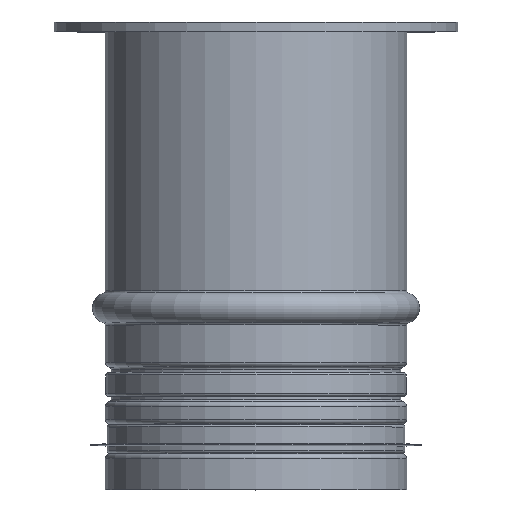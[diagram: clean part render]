
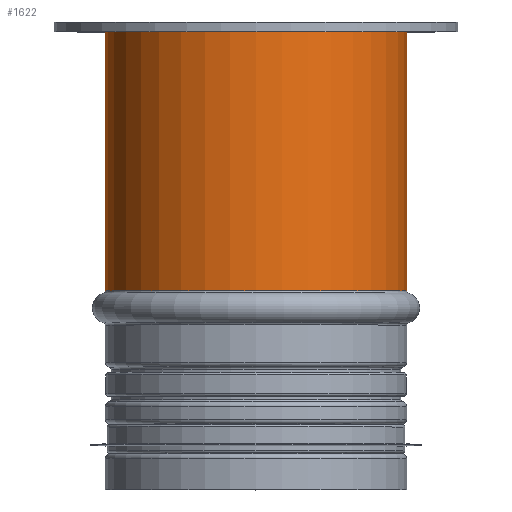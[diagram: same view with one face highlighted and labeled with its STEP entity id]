
A CAD part, top view. The second image highlights one B-rep face of the part: STEP entity #1622.
In plain terms, the highlighted cylindrical face has radius 63.5 mm (diameter 127 mm), a partial arc.
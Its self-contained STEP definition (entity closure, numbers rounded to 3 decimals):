
#78=CYLINDRICAL_SURFACE('',#1805,63.5);
#196=FACE_OUTER_BOUND('',#308,.T.);
#308=EDGE_LOOP('',(#1243,#1244,#1245,#1246));
#458=CIRCLE('',#1804,63.5);
#459=CIRCLE('',#1806,63.5);
#547=LINE('',#2598,#631);
#591=LINE('',#2774,#675);
#631=VECTOR('',#2038,111.172);
#675=VECTOR('',#2256,111.172);
#717=VERTEX_POINT('',#2591);
#719=VERTEX_POINT('',#2597);
#722=VERTEX_POINT('',#2604);
#764=VERTEX_POINT('',#2769);
#855=EDGE_CURVE('',#719,#717,#547,.T.);
#941=EDGE_CURVE('',#764,#719,#458,.T.);
#943=EDGE_CURVE('',#722,#717,#459,.T.);
#944=EDGE_CURVE('',#764,#722,#591,.T.);
#1243=ORIENTED_EDGE('',*,*,#855,.T.);
#1244=ORIENTED_EDGE('',*,*,#943,.F.);
#1245=ORIENTED_EDGE('',*,*,#944,.F.);
#1246=ORIENTED_EDGE('',*,*,#941,.T.);
#1622=ADVANCED_FACE('',(#196),#78,.T.);
#1804=AXIS2_PLACEMENT_3D('',#2770,#2249,#2250);
#1805=AXIS2_PLACEMENT_3D('',#2772,#2252,#2253);
#1806=AXIS2_PLACEMENT_3D('',#2773,#2254,#2255);
#2038=DIRECTION('',(0.,-1.,0.));
#2249=DIRECTION('center_axis',(0.,-1.,0.));
#2250=DIRECTION('ref_axis',(-1.,0.,0.));
#2252=DIRECTION('center_axis',(0.,-1.,0.));
#2253=DIRECTION('ref_axis',(-1.,0.,0.));
#2254=DIRECTION('center_axis',(0.,-1.,0.));
#2255=DIRECTION('ref_axis',(-1.,0.,0.));
#2256=DIRECTION('',(0.,-1.,0.));
#2591=CARTESIAN_POINT('',(-63.5,83.828,0.111));
#2597=CARTESIAN_POINT('',(-63.5,195.,0.111));
#2598=CARTESIAN_POINT('',(-63.5,195.,0.111));
#2604=CARTESIAN_POINT('',(-63.5,83.828,0.));
#2769=CARTESIAN_POINT('',(-63.5,195.,0.));
#2770=CARTESIAN_POINT('Origin',(0.,195.,0.));
#2772=CARTESIAN_POINT('Origin',(0.,93.923,0.));
#2773=CARTESIAN_POINT('Origin',(0.,83.828,0.));
#2774=CARTESIAN_POINT('',(-63.5,195.,0.));
